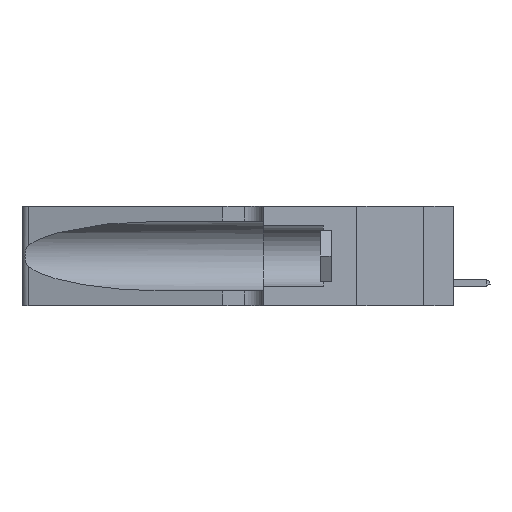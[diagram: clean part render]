
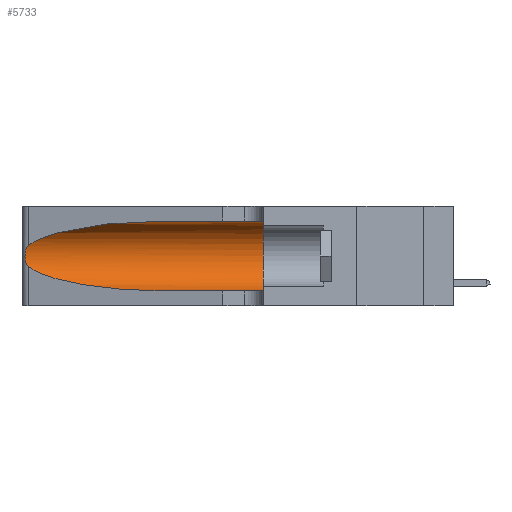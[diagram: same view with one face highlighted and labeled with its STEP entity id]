
A CAD part, left-side view. The second image highlights one B-rep face of the part: STEP entity #5733.
In plain terms, the highlighted cylindrical face has radius 3.308 mm (diameter 6.617 mm), a partial arc.
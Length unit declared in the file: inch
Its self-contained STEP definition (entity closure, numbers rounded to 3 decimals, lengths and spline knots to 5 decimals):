
#122 = B_SPLINE_CURVE_WITH_KNOTS ( 'NONE', 3,
 ( #15667, #30818, #27976, #30493, #13121, #30701, #464, #9161, #19297, #31978, #21930, #6818, #10450, #18003 ),
 .UNSPECIFIED., .F., .F.,
 ( 4, 2, 2, 2, 2, 2, 4 ),
 ( 0., 0.00027, 0.00053, 0.00107, 0.0016, 0.00187, 0.00214 ),
 .UNSPECIFIED. ) ;
#464 = CARTESIAN_POINT ( 'NONE',  ( 0.26075, 1.23896, 0.19203 ) ) ;
#518 =( BOUNDED_CURVE ( )  B_SPLINE_CURVE ( 3, ( #27116, #19510, #14399, #26792 ),
 .UNSPECIFIED., .F., .F. ) 
 B_SPLINE_CURVE_WITH_KNOTS ( ( 4, 4 ),
 ( 3.44316, 4.71239 ),
 .UNSPECIFIED. ) 
 CURVE ( )  GEOMETRIC_REPRESENTATION_ITEM ( )  RATIONAL_B_SPLINE_CURVE ( ( 1., 0.87, 0.87, 1. ) ) 
 REPRESENTATION_ITEM ( '' )  );
#1045 = FACE_OUTER_BOUND ( 'NONE', #8148, .T. ) ;
#1239 = ORIENTED_EDGE ( 'NONE', *, *, #8051, .T. ) ;
#1634 = CARTESIAN_POINT ( 'NONE',  ( 0.1305, 1.61858, 0.185 ) ) ;
#1689 = VECTOR ( 'NONE', #23697, 39.37008 ) ;
#1849 = DIRECTION ( 'NONE',  ( 0., 0., -1. ) ) ;
#3124 = CARTESIAN_POINT ( 'NONE',  ( 0.25487, 1.22718, 0.22369 ) ) ;
#3761 = VERTEX_POINT ( 'NONE', #29617 ) ;
#4125 = CARTESIAN_POINT ( 'NONE',  ( 0.1305, 1.61858, 0.05475 ) ) ;
#4341 = VERTEX_POINT ( 'NONE', #3124 ) ;
#5733 = ADVANCED_FACE ( 'NONE', ( #1045 ), #12204, .F. ) ;
#5764 = EDGE_CURVE ( 'NONE', #3761, #12061, #518, .T. ) ;
#5894 = VERTEX_POINT ( 'NONE', #31591 ) ;
#6680 = CARTESIAN_POINT ( 'NONE',  ( 0.1305, 0.72297, 0.31525 ) ) ;
#6704 = VERTEX_POINT ( 'NONE', #26901 ) ;
#6818 = CARTESIAN_POINT ( 'NONE',  ( 0.25639, 1.23186, 0.15144 ) ) ;
#8051 = EDGE_CURVE ( 'NONE', #4341, #3761, #122, .T. ) ;
#8148 = EDGE_LOOP ( 'NONE', ( #15091, #1239, #32657, #32606, #16475, #22926 ) ) ;
#8851 = CARTESIAN_POINT ( 'NONE',  ( 0.1305, 0.72297, 0.31525 ) ) ;
#9161 = CARTESIAN_POINT ( 'NONE',  ( 0.26075, 1.23896, 0.178 ) ) ;
#9208 = EDGE_CURVE ( 'NONE', #11209, #5894, #26521, .T. ) ;
#10126 = DIRECTION ( 'NONE',  ( 0., 0., 1. ) ) ;
#10450 = CARTESIAN_POINT ( 'NONE',  ( 0.25555, 1.22993, 0.14849 ) ) ;
#10497 = CIRCLE ( 'NONE', #17192, 0.13025 ) ;
#10831 = CARTESIAN_POINT ( 'NONE',  ( 0.1305, 1.61858, 0.31525 ) ) ;
#11209 = VERTEX_POINT ( 'NONE', #6680 ) ;
#12061 = VERTEX_POINT ( 'NONE', #15449 ) ;
#12204 = CYLINDRICAL_SURFACE ( 'NONE', #26056, 0.13025 ) ;
#13121 = CARTESIAN_POINT ( 'NONE',  ( 0.25854, 1.2359, 0.20912 ) ) ;
#13829 = EDGE_CURVE ( 'NONE', #5894, #6704, #10497, .T. ) ;
#14399 = CARTESIAN_POINT ( 'NONE',  ( 0.18966, 0.96281, 0.05475 ) ) ;
#15091 = ORIENTED_EDGE ( 'NONE', *, *, #28073, .T. ) ;
#15449 = CARTESIAN_POINT ( 'NONE',  ( 0.1305, 0.72297, 0.05475 ) ) ;
#15667 = CARTESIAN_POINT ( 'NONE',  ( 0.25487, 1.22718, 0.22369 ) ) ;
#16475 = ORIENTED_EDGE ( 'NONE', *, *, #13829, .F. ) ;
#17192 = AXIS2_PLACEMENT_3D ( 'NONE', #19188, #27958, #10126 ) ;
#18003 = CARTESIAN_POINT ( 'NONE',  ( 0.25487, 1.22718, 0.14631 ) ) ;
#19188 = CARTESIAN_POINT ( 'NONE',  ( 0.1305, 0.35, 0.185 ) ) ;
#19297 = CARTESIAN_POINT ( 'NONE',  ( 0.26017, 1.23833, 0.17102 ) ) ;
#19510 = CARTESIAN_POINT ( 'NONE',  ( 0.2373, 1.15595, 0.08982 ) ) ;
#20715 = EDGE_CURVE ( 'NONE', #12061, #6704, #20743, .T. ) ;
#20743 = LINE ( 'NONE', #4125, #28670 ) ;
#21930 = CARTESIAN_POINT ( 'NONE',  ( 0.25789, 1.23486, 0.15765 ) ) ;
#22926 = ORIENTED_EDGE ( 'NONE', *, *, #9208, .F. ) ;
#23697 = DIRECTION ( 'NONE',  ( 0., -1., 0. ) ) ;
#24476 = DIRECTION ( 'NONE',  ( 0., -1., 0. ) ) ;
#26056 = AXIS2_PLACEMENT_3D ( 'NONE', #1634, #24476, #1849 ) ;
#26521 = LINE ( 'NONE', #10831, #1689 ) ;
#26792 = CARTESIAN_POINT ( 'NONE',  ( 0.1305, 0.72297, 0.05475 ) ) ;
#26901 = CARTESIAN_POINT ( 'NONE',  ( 0.1305, 0.35, 0.05475 ) ) ;
#27116 = CARTESIAN_POINT ( 'NONE',  ( 0.25487, 1.22718, 0.14631 ) ) ;
#27207 = DIRECTION ( 'NONE',  ( 0., -1., 0. ) ) ;
#27958 = DIRECTION ( 'NONE',  ( 0., 1., 0. ) ) ;
#27976 = CARTESIAN_POINT ( 'NONE',  ( 0.25639, 1.23184, 0.21858 ) ) ;
#28073 = EDGE_CURVE ( 'NONE', #11209, #4341, #29078, .T. ) ;
#28670 = VECTOR ( 'NONE', #27207, 39.37008 ) ;
#29078 =( BOUNDED_CURVE ( )  B_SPLINE_CURVE ( 3, ( #8851, #29131, #31675, #31210 ),
 .UNSPECIFIED., .F., .F. ) 
 B_SPLINE_CURVE_WITH_KNOTS ( ( 4, 4 ),
 ( 1.5708, 2.84003 ),
 .UNSPECIFIED. ) 
 CURVE ( )  GEOMETRIC_REPRESENTATION_ITEM ( )  RATIONAL_B_SPLINE_CURVE ( ( 1., 0.87, 0.87, 1. ) ) 
 REPRESENTATION_ITEM ( '' )  );
#29131 = CARTESIAN_POINT ( 'NONE',  ( 0.18966, 0.96281, 0.31525 ) ) ;
#29617 = CARTESIAN_POINT ( 'NONE',  ( 0.25487, 1.22718, 0.14631 ) ) ;
#30493 = CARTESIAN_POINT ( 'NONE',  ( 0.25787, 1.23484, 0.2124 ) ) ;
#30701 = CARTESIAN_POINT ( 'NONE',  ( 0.26018, 1.23835, 0.19895 ) ) ;
#30818 = CARTESIAN_POINT ( 'NONE',  ( 0.25555, 1.22994, 0.2215 ) ) ;
#31210 = CARTESIAN_POINT ( 'NONE',  ( 0.25487, 1.22718, 0.22369 ) ) ;
#31591 = CARTESIAN_POINT ( 'NONE',  ( 0.1305, 0.35, 0.31525 ) ) ;
#31675 = CARTESIAN_POINT ( 'NONE',  ( 0.2373, 1.15595, 0.28018 ) ) ;
#31978 = CARTESIAN_POINT ( 'NONE',  ( 0.25856, 1.23593, 0.16098 ) ) ;
#32606 = ORIENTED_EDGE ( 'NONE', *, *, #20715, .T. ) ;
#32657 = ORIENTED_EDGE ( 'NONE', *, *, #5764, .T. ) ;
